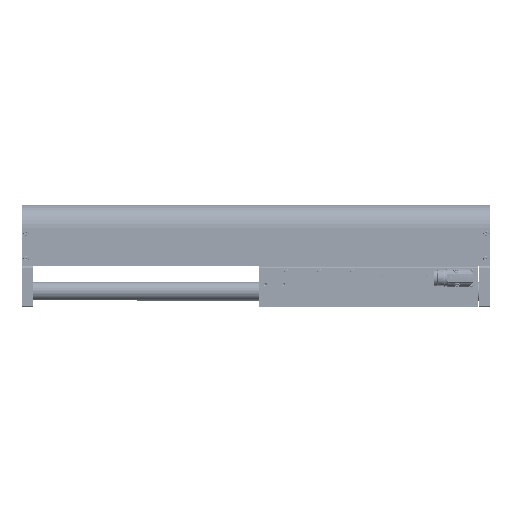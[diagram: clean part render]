
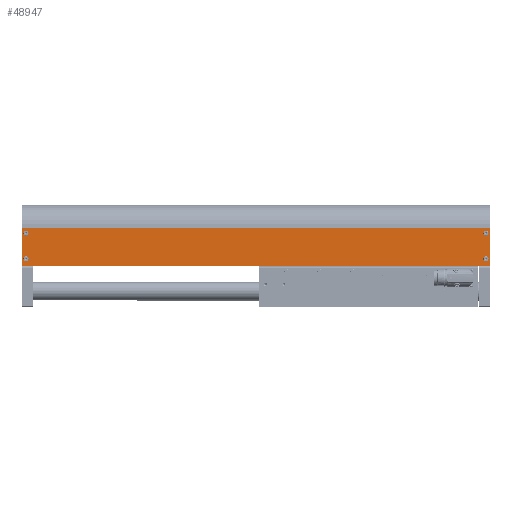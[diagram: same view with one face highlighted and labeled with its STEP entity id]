
A CAD part, top view. The second image highlights one B-rep face of the part: STEP entity #48947.
In plain terms, the highlighted face is planar.
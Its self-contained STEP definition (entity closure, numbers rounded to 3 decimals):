
#820 = EDGE_CURVE ( 'NONE', #21305, #21305, #67995, .T. ) ;
#2871 = ORIENTED_EDGE ( 'NONE', *, *, #63318, .T. ) ;
#3015 = CARTESIAN_POINT ( 'NONE',  ( -32., 0., 637. ) ) ;
#5533 = FACE_OUTER_BOUND ( 'NONE', #61723, .T. ) ;
#6863 = DIRECTION ( 'NONE',  ( -1., 0., 0. ) ) ;
#7129 = LINE ( 'NONE', #26149, #16146 ) ;
#7162 = FACE_BOUND ( 'NONE', #43154, .T. ) ;
#7309 = LINE ( 'NONE', #25913, #73155 ) ;
#7554 = CARTESIAN_POINT ( 'NONE',  ( -32., 0., 637. ) ) ;
#7777 = DIRECTION ( 'NONE',  ( 0., 0., 1. ) ) ;
#8698 = ORIENTED_EDGE ( 'NONE', *, *, #28905, .F. ) ;
#11648 = AXIS2_PLACEMENT_3D ( 'NONE', #43339, #57613, #74791 ) ;
#13235 = AXIS2_PLACEMENT_3D ( 'NONE', #38646, #63510, #7777 ) ;
#13667 = PLANE ( 'NONE',  #11648 ) ;
#14055 = DIRECTION ( 'NONE',  ( 0., 0., 1. ) ) ;
#16051 = VERTEX_POINT ( 'NONE', #56985 ) ;
#16146 = VECTOR ( 'NONE', #39194, 1000. ) ;
#18688 = ORIENTED_EDGE ( 'NONE', *, *, #41812, .T. ) ;
#19277 = FACE_BOUND ( 'NONE', #50814, .T. ) ;
#19838 = DIRECTION ( 'NONE',  ( 0., -1., 0. ) ) ;
#20451 = DIRECTION ( 'NONE',  ( -1., 0., 0. ) ) ;
#21003 = DIRECTION ( 'NONE',  ( -1., 0., 0. ) ) ;
#21305 = VERTEX_POINT ( 'NONE', #21698 ) ;
#21416 = CIRCLE ( 'NONE', #77441, 2.4 ) ;
#21698 = CARTESIAN_POINT ( 'NONE',  ( -32., -7., 7.4 ) ) ;
#22760 = EDGE_CURVE ( 'NONE', #59806, #16051, #7129, .T. ) ;
#23663 = VERTEX_POINT ( 'NONE', #29789 ) ;
#24723 = EDGE_LOOP ( 'NONE', ( #75920 ) ) ;
#25383 = FACE_BOUND ( 'NONE', #24723, .T. ) ;
#25913 = CARTESIAN_POINT ( 'NONE',  ( -32., 0., 0. ) ) ;
#26149 = CARTESIAN_POINT ( 'NONE',  ( -32., 0., 637. ) ) ;
#26616 = EDGE_CURVE ( 'NONE', #75855, #30314, #7309, .T. ) ;
#28571 = VECTOR ( 'NONE', #46930, 1000. ) ;
#28905 = EDGE_CURVE ( 'NONE', #62560, #62560, #21416, .T. ) ;
#29607 = ORIENTED_EDGE ( 'NONE', *, *, #22760, .F. ) ;
#29789 = CARTESIAN_POINT ( 'NONE',  ( -32., -42., 7.4 ) ) ;
#30067 = ORIENTED_EDGE ( 'NONE', *, *, #26616, .T. ) ;
#30314 = VERTEX_POINT ( 'NONE', #61733 ) ;
#31399 = CARTESIAN_POINT ( 'NONE',  ( -32., -7., 634.4 ) ) ;
#31955 = VECTOR ( 'NONE', #38141, 1000. ) ;
#38141 = DIRECTION ( 'NONE',  ( 0., 0., 1. ) ) ;
#38646 = CARTESIAN_POINT ( 'NONE',  ( -32., -42., 5. ) ) ;
#39194 = DIRECTION ( 'NONE',  ( 0., -1., 0. ) ) ;
#41812 = EDGE_CURVE ( 'NONE', #59806, #75855, #53907, .T. ) ;
#42702 = EDGE_CURVE ( 'NONE', #23663, #23663, #78243, .T. ) ;
#43154 = EDGE_LOOP ( 'NONE', ( #8698 ) ) ;
#43339 = CARTESIAN_POINT ( 'NONE',  ( -32., 0., 637. ) ) ;
#44618 = CARTESIAN_POINT ( 'NONE',  ( -32., -42., 632. ) ) ;
#46279 = DIRECTION ( 'NONE',  ( 0., 0., 1. ) ) ;
#46557 = AXIS2_PLACEMENT_3D ( 'NONE', #69453, #20451, #14055 ) ;
#46930 = DIRECTION ( 'NONE',  ( 0., 0., -1. ) ) ;
#48947 = ADVANCED_FACE ( 'NONE', ( #5533, #7162, #56811, #19277, #25383 ), #13667, .F. ) ;
#49319 = ORIENTED_EDGE ( 'NONE', *, *, #42702, .F. ) ;
#50814 = EDGE_LOOP ( 'NONE', ( #49319 ) ) ;
#53644 = AXIS2_PLACEMENT_3D ( 'NONE', #64653, #21003, #46279 ) ;
#53907 = LINE ( 'NONE', #3015, #28571 ) ;
#56526 = LINE ( 'NONE', #74900, #31955 ) ;
#56811 = FACE_BOUND ( 'NONE', #59006, .T. ) ;
#56894 = DIRECTION ( 'NONE',  ( 0., 0., 1. ) ) ;
#56985 = CARTESIAN_POINT ( 'NONE',  ( -32., -51.5, 637. ) ) ;
#57613 = DIRECTION ( 'NONE',  ( 1., 0., 0. ) ) ;
#57776 = ORIENTED_EDGE ( 'NONE', *, *, #69919, .F. ) ;
#59006 = EDGE_LOOP ( 'NONE', ( #57776 ) ) ;
#59806 = VERTEX_POINT ( 'NONE', #7554 ) ;
#60378 = CARTESIAN_POINT ( 'NONE',  ( -32., 0., 0. ) ) ;
#61723 = EDGE_LOOP ( 'NONE', ( #30067, #2871, #29607, #18688 ) ) ;
#61733 = CARTESIAN_POINT ( 'NONE',  ( -32., -51.5, 0. ) ) ;
#62560 = VERTEX_POINT ( 'NONE', #69521 ) ;
#63318 = EDGE_CURVE ( 'NONE', #30314, #16051, #56526, .T. ) ;
#63510 = DIRECTION ( 'NONE',  ( -1., 0., 0. ) ) ;
#64653 = CARTESIAN_POINT ( 'NONE',  ( -32., -7., 5. ) ) ;
#67995 = CIRCLE ( 'NONE', #53644, 2.4 ) ;
#69453 = CARTESIAN_POINT ( 'NONE',  ( -32., -7., 632. ) ) ;
#69521 = CARTESIAN_POINT ( 'NONE',  ( -32., -42., 634.4 ) ) ;
#69919 = EDGE_CURVE ( 'NONE', #80340, #80340, #80396, .T. ) ;
#73155 = VECTOR ( 'NONE', #19838, 1000. ) ;
#74791 = DIRECTION ( 'NONE',  ( 0., 1., 0. ) ) ;
#74900 = CARTESIAN_POINT ( 'NONE',  ( -32., -51.5, 637. ) ) ;
#75855 = VERTEX_POINT ( 'NONE', #60378 ) ;
#75920 = ORIENTED_EDGE ( 'NONE', *, *, #820, .F. ) ;
#77441 = AXIS2_PLACEMENT_3D ( 'NONE', #44618, #6863, #56894 ) ;
#78243 = CIRCLE ( 'NONE', #13235, 2.4 ) ;
#80340 = VERTEX_POINT ( 'NONE', #31399 ) ;
#80396 = CIRCLE ( 'NONE', #46557, 2.4 ) ;
